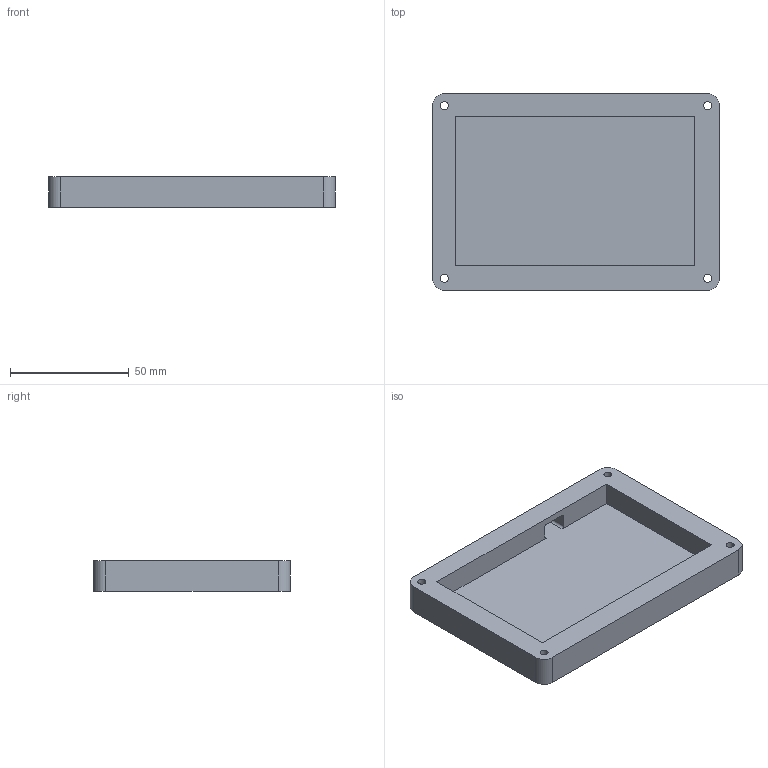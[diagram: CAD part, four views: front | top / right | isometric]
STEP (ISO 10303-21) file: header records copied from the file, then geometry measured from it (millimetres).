
FILE_DESCRIPTION(/* description */ ('','CAx-IF Rec.Pracs.---Representation and Presentation of Product Manufacturing Information (PMI)---4.0---2014-10-13'),/* implementation_level */ '2;1');
FILE_NAME(/* name */ 'Bottom.step',/* time_stamp */ '2025-03-01T22:59:19+02:00',/* author */ (''),/* organization */ (''),/* preprocessor_version */ 'ST-DEVELOPER v20',/* originating_system */ 'Autodesk Translation Framework v13.20.0.188',/* authorisation */ '');
FILE_SCHEMA (('AP242_MANAGED_MODEL_BASED_3D_ENGINEERING_MIM_LF { 1 0 10303 442 1 1 4 }'));
Length unit declared in the file: millimetre
Products named in the file (2): Bottom; Pinuspad
Assembly tree (1 placements, depth 2):
  Bottom
    Pinuspad
Bounding box: 120.96 x 82.91 x 13 mm (x, y, z)
Volume: 65106.2 mm3; surface area: 29280 mm2
Topology: 1 solids, 1 shells, 409 faces, 1155 edges, 770 vertices
Faces by surface type: bspline 307, plane 86, cylinder 16
Full cylindrical faces by diameter (mm): 3.4 x4, 6 x4
Entity records: 16120 total; most frequent: CARTESIAN_POINT 7556, ORIENTED_EDGE 2310, EDGE_CURVE 1155, DIRECTION 783, VERTEX_POINT 770, B_SPLINE_CURVE_WITH_KNOTS 614, LINE 509, VECTOR 509
